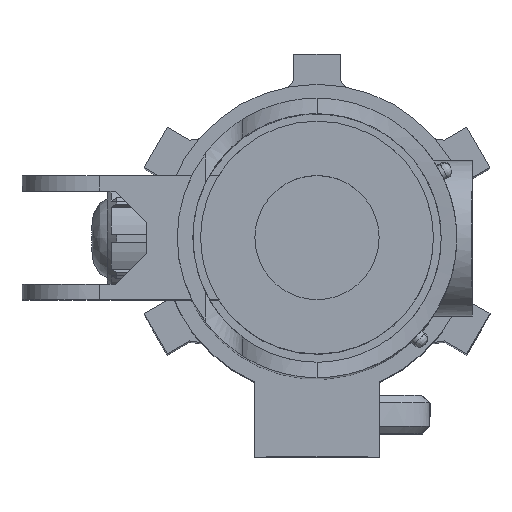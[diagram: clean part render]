
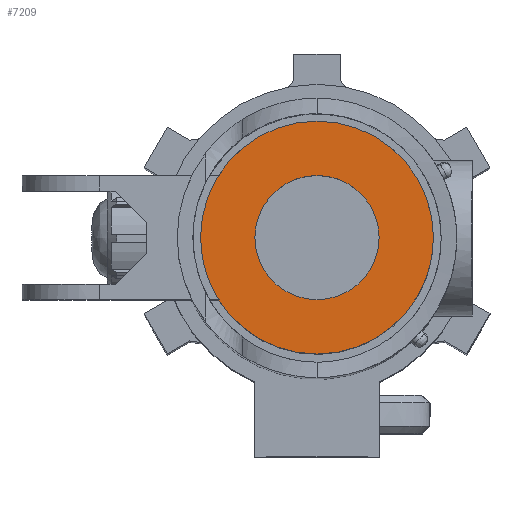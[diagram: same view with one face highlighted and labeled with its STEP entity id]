
A CAD part, top view. The second image highlights one B-rep face of the part: STEP entity #7209.
In plain terms, the highlighted planar face has unit normal (0, 0, 1).
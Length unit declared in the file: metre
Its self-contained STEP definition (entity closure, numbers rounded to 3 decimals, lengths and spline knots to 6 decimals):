
#1750=PLANE('',#8599);
#1948=CIRCLE('',#8597,0.015);
#1950=CIRCLE('',#8600,0.008);
#3462=ORIENTED_EDGE('',*,*,#4764,.T.);
#3463=ORIENTED_EDGE('',*,*,#4766,.F.);
#4764=EDGE_CURVE('',#5525,#5525,#1948,.T.);
#4766=EDGE_CURVE('',#5527,#5527,#1950,.T.);
#5525=VERTEX_POINT('',#13385);
#5527=VERTEX_POINT('',#13390);
#6115=EDGE_LOOP('',(#3462));
#6116=EDGE_LOOP('',(#3463));
#6609=FACE_BOUND('',#6115,.T.);
#6610=FACE_BOUND('',#6116,.T.);
#7209=ADVANCED_FACE('',(#6609,#6610),#1750,.T.);
#8597=AXIS2_PLACEMENT_3D('',#13384,#10107,#10108);
#8599=AXIS2_PLACEMENT_3D('',#13388,#10111,#10112);
#8600=AXIS2_PLACEMENT_3D('',#13389,#10113,#10114);
#10107=DIRECTION('',(0.,0.,1.));
#10108=DIRECTION('',(1.,0.,0.));
#10111=DIRECTION('',(0.,0.,1.));
#10112=DIRECTION('',(1.,0.,0.));
#10113=DIRECTION('',(0.,0.,1.));
#10114=DIRECTION('',(1.,0.,0.));
#13384=CARTESIAN_POINT('',(0.,0.,0.327));
#13385=CARTESIAN_POINT('',(0.015,0.,0.327));
#13388=CARTESIAN_POINT('',(0.,0.,0.327));
#13389=CARTESIAN_POINT('',(0.,0.,0.327));
#13390=CARTESIAN_POINT('',(0.008,0.,0.327));
